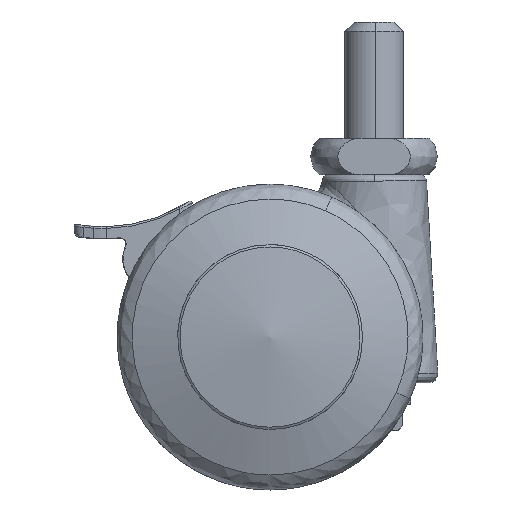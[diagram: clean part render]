
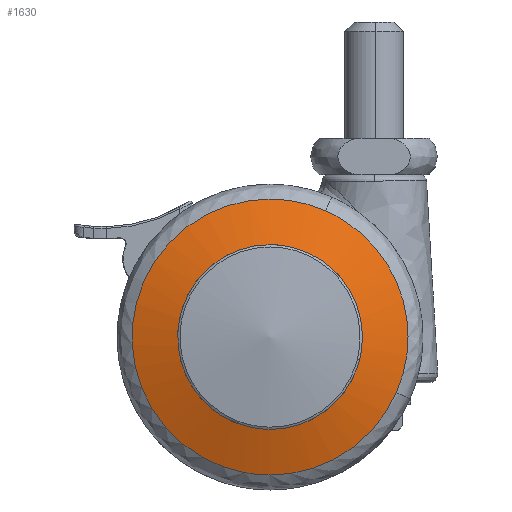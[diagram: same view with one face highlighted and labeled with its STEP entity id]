
A CAD part, front view. The second image highlights one B-rep face of the part: STEP entity #1630.
In plain terms, the highlighted free-form (B-spline) face has degree [2, 2] with [4, 4] control points.
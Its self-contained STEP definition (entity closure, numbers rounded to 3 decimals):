
#667=CARTESIAN_POINT('',(14.994,-22.5,-1.782));
#668=VERTEX_POINT('',#667);
#674=CARTESIAN_POINT('',(0.0,-22.5,15.1));
#675=VERTEX_POINT('',#674);
#676=CARTESIAN_POINT('',(14.994,-22.5,-1.782));
#677=CARTESIAN_POINT('',(15.1,-22.5,-0.894));
#678=CARTESIAN_POINT('',(15.1,-22.5,0.));
#679=CARTESIAN_POINT('',(15.1,-22.5,15.1));
#680=CARTESIAN_POINT('',(0.0,-22.5,15.1));
#688=(BOUNDED_CURVE()B_SPLINE_CURVE(2,(#676,#677,#678,#679,#680),.UNSPECIFIED.,.F.,.U.)B_SPLINE_CURVE_WITH_KNOTS((3,2,3),(0.23,0.25,0.5),.UNSPECIFIED.)CURVE()GEOMETRIC_REPRESENTATION_ITEM()RATIONAL_B_SPLINE_CURVE((0.956,0.976,1.0,0.707,1.0))REPRESENTATION_ITEM(''));
#689=EDGE_CURVE('',#668,#675,#688,.T.);
#691=CARTESIAN_POINT('',(-15.072,-22.5,0.922));
#692=VERTEX_POINT('',#691);
#693=CARTESIAN_POINT('',(0.0,-22.5,15.1));
#694=CARTESIAN_POINT('',(-14.205,-22.5,15.1));
#695=CARTESIAN_POINT('',(-15.072,-22.5,0.922));
#703=(BOUNDED_CURVE()B_SPLINE_CURVE(2,(#693,#694,#695),.UNSPECIFIED.,.F.,.U.)B_SPLINE_CURVE_WITH_KNOTS((3,3),(0.5,0.739),.UNSPECIFIED.)CURVE()GEOMETRIC_REPRESENTATION_ITEM()RATIONAL_B_SPLINE_CURVE((1.0,0.72,0.976))REPRESENTATION_ITEM(''));
#704=EDGE_CURVE('',#675,#692,#703,.T.);
#778=CARTESIAN_POINT('',(0.0,-22.5,-15.1));
#779=VERTEX_POINT('',#778);
#780=CARTESIAN_POINT('',(-15.072,-22.5,0.922));
#781=CARTESIAN_POINT('',(-15.1,-22.5,0.461));
#782=CARTESIAN_POINT('',(-15.1,-22.5,0.));
#783=CARTESIAN_POINT('',(-15.1,-22.5,-15.1));
#784=CARTESIAN_POINT('',(0.0,-22.5,-15.1));
#792=(BOUNDED_CURVE()B_SPLINE_CURVE(2,(#780,#781,#782,#783,#784),.UNSPECIFIED.,.F.,.U.)B_SPLINE_CURVE_WITH_KNOTS((3,2,3),(0.739,0.75,1.0),.UNSPECIFIED.)CURVE()GEOMETRIC_REPRESENTATION_ITEM()RATIONAL_B_SPLINE_CURVE((0.976,0.988,1.0,0.707,1.0))REPRESENTATION_ITEM(''));
#793=EDGE_CURVE('',#692,#779,#792,.T.);
#795=CARTESIAN_POINT('',(0.0,-22.5,-15.1));
#796=CARTESIAN_POINT('',(13.411,-22.5,-15.1));
#797=CARTESIAN_POINT('',(14.994,-22.5,-1.782));
#805=(BOUNDED_CURVE()B_SPLINE_CURVE(2,(#795,#796,#797),.UNSPECIFIED.,.F.,.U.)B_SPLINE_CURVE_WITH_KNOTS((3,3),(0.0,0.23),.UNSPECIFIED.)CURVE()GEOMETRIC_REPRESENTATION_ITEM()RATIONAL_B_SPLINE_CURVE((1.0,0.731,0.956))REPRESENTATION_ITEM(''));
#806=EDGE_CURVE('',#779,#668,#805,.T.);
#1245=CARTESIAN_POINT('',(9.088,-19.935,20.644));
#1246=VERTEX_POINT('',#1245);
#1247=CARTESIAN_POINT('',(0.0,-19.935,22.555));
#1248=VERTEX_POINT('',#1247);
#1249=CARTESIAN_POINT('',(9.088,-19.935,20.644));
#1250=CARTESIAN_POINT('',(4.745,-19.935,22.555));
#1251=CARTESIAN_POINT('',(0.0,-19.935,22.555));
#1259=(BOUNDED_CURVE()B_SPLINE_CURVE(2,(#1249,#1250,#1251),.UNSPECIFIED.,.F.,.U.)B_SPLINE_CURVE_WITH_KNOTS((3,3),(0.432,0.5),.UNSPECIFIED.)CURVE()GEOMETRIC_REPRESENTATION_ITEM()RATIONAL_B_SPLINE_CURVE((0.884,0.92,1.0))REPRESENTATION_ITEM(''));
#1260=EDGE_CURVE('',#1246,#1248,#1259,.T.);
#1280=CARTESIAN_POINT('',(20.644,-19.935,-9.088));
#1281=VERTEX_POINT('',#1280);
#1295=CARTESIAN_POINT('',(0.0,-19.935,-22.555));
#1296=VERTEX_POINT('',#1295);
#1297=CARTESIAN_POINT('',(0.0,-19.935,-22.555));
#1298=CARTESIAN_POINT('',(14.715,-19.935,-22.555));
#1299=CARTESIAN_POINT('',(20.644,-19.935,-9.088));
#1307=(BOUNDED_CURVE()B_SPLINE_CURVE(2,(#1297,#1298,#1299),.UNSPECIFIED.,.F.,.U.)B_SPLINE_CURVE_WITH_KNOTS((3,3),(0.0,0.182),.UNSPECIFIED.)CURVE()GEOMETRIC_REPRESENTATION_ITEM()RATIONAL_B_SPLINE_CURVE((1.0,0.787,0.884))REPRESENTATION_ITEM(''));
#1308=EDGE_CURVE('',#1296,#1281,#1307,.T.);
#1310=CARTESIAN_POINT('',(0.0,-19.935,22.555));
#1311=CARTESIAN_POINT('',(-22.555,-19.935,22.555));
#1312=CARTESIAN_POINT('',(-22.555,-19.935,0.));
#1313=CARTESIAN_POINT('',(-22.555,-19.935,-22.555));
#1314=CARTESIAN_POINT('',(0.0,-19.935,-22.555));
#1322=(BOUNDED_CURVE()B_SPLINE_CURVE(2,(#1310,#1311,#1312,#1313,#1314),.UNSPECIFIED.,.F.,.U.)B_SPLINE_CURVE_WITH_KNOTS((3,2,3),(0.5,0.75,1.0),.UNSPECIFIED.)CURVE()GEOMETRIC_REPRESENTATION_ITEM()RATIONAL_B_SPLINE_CURVE((1.0,0.707,1.0,0.707,1.0))REPRESENTATION_ITEM(''));
#1323=EDGE_CURVE('',#1248,#1296,#1322,.T.);
#1345=CARTESIAN_POINT('',(20.644,-19.935,-9.088));
#1346=CARTESIAN_POINT('',(22.555,-19.935,-4.745));
#1347=CARTESIAN_POINT('',(22.555,-19.935,0.));
#1348=CARTESIAN_POINT('',(22.555,-19.935,14.715));
#1349=CARTESIAN_POINT('',(9.088,-19.935,20.644));
#1357=(BOUNDED_CURVE()B_SPLINE_CURVE(2,(#1345,#1346,#1347,#1348,#1349),.UNSPECIFIED.,.F.,.U.)B_SPLINE_CURVE_WITH_KNOTS((3,2,3),(0.182,0.25,0.432),.UNSPECIFIED.)CURVE()GEOMETRIC_REPRESENTATION_ITEM()RATIONAL_B_SPLINE_CURVE((0.884,0.92,1.0,0.787,0.884))REPRESENTATION_ITEM(''));
#1358=EDGE_CURVE('',#1281,#1246,#1357,.T.);
#1594=CARTESIAN_POINT('',(-23.496,-14.039,-23.496));
#1595=CARTESIAN_POINT('',(-12.303,-19.022,-24.606));
#1596=CARTESIAN_POINT('',(12.303,-19.022,-24.606));
#1597=CARTESIAN_POINT('',(23.496,-14.039,-23.496));
#1598=CARTESIAN_POINT('',(-24.606,-19.022,-12.303));
#1599=CARTESIAN_POINT('',(-12.913,-24.5,-12.913));
#1600=CARTESIAN_POINT('',(12.912,-24.5,-12.913));
#1601=CARTESIAN_POINT('',(24.605,-19.022,-12.303));
#1602=CARTESIAN_POINT('',(-24.606,-19.022,12.303));
#1603=CARTESIAN_POINT('',(-12.913,-24.5,12.913));
#1604=CARTESIAN_POINT('',(12.912,-24.5,12.913));
#1605=CARTESIAN_POINT('',(24.605,-19.022,12.303));
#1606=CARTESIAN_POINT('',(-23.496,-14.039,23.496));
#1607=CARTESIAN_POINT('',(-12.303,-19.022,24.606));
#1608=CARTESIAN_POINT('',(12.303,-19.022,24.606));
#1609=CARTESIAN_POINT('',(23.496,-14.039,23.496));
#1617=(BOUNDED_SURFACE()B_SPLINE_SURFACE(2,2,((#1594,#1598,#1602,#1606),(#1595,#1599,#1603,#1607),(#1596,#1600,#1604,#1608),(#1597,#1601,#1605,#1609)),.UNSPECIFIED.,.F.,.F.,.U.)B_SPLINE_SURFACE_WITH_KNOTS((3,1,3),(3,1,3),(9.13,33.807,58.484),(9.13,33.807,58.485),.UNSPECIFIED.)GEOMETRIC_REPRESENTATION_ITEM()RATIONAL_B_SPLINE_SURFACE(((1.099,1.05,1.05,1.099),(1.05,1.0,1.0,1.05),(1.05,1.0,1.0,1.05),(1.099,1.05,1.05,1.099)))REPRESENTATION_ITEM('')SURFACE());
#1618=ORIENTED_EDGE('',*,*,#1308,.T.);
#1619=ORIENTED_EDGE('',*,*,#1358,.T.);
#1620=ORIENTED_EDGE('',*,*,#1260,.T.);
#1621=ORIENTED_EDGE('',*,*,#1323,.T.);
#1622=EDGE_LOOP('',(#1618,#1619,#1620,#1621));
#1623=FACE_OUTER_BOUND('',#1622,.T.);
#1624=ORIENTED_EDGE('',*,*,#704,.F.);
#1625=ORIENTED_EDGE('',*,*,#689,.F.);
#1626=ORIENTED_EDGE('',*,*,#806,.F.);
#1627=ORIENTED_EDGE('',*,*,#793,.F.);
#1628=EDGE_LOOP('',(#1624,#1625,#1626,#1627));
#1629=FACE_BOUND('',#1628,.T.);
#1630=ADVANCED_FACE('',(#1623,#1629),#1617,.T.);
